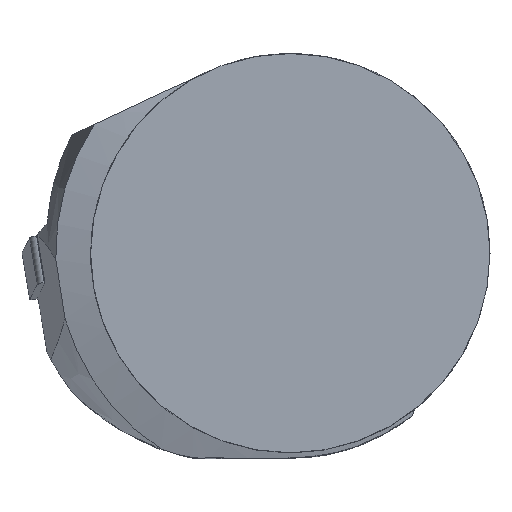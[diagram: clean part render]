
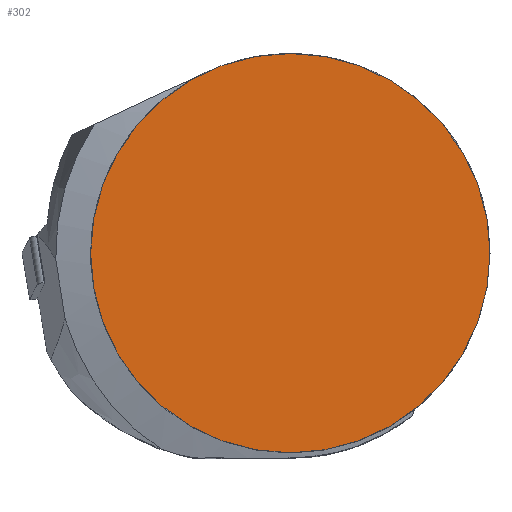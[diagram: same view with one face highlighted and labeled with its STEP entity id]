
A CAD part, top view. The second image highlights one B-rep face of the part: STEP entity #302.
In plain terms, the highlighted planar face has unit normal (0, 0, 1).
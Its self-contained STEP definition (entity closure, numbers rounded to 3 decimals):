
#162=PLANE('',#1686);
#227=FACE_OUTER_BOUND('',#440,.T.);
#302=ADVANCED_FACE('',(#227),#162,.T.);
#440=EDGE_LOOP('',(#1063));
#461=CIRCLE('',#1593,20.);
#1063=ORIENTED_EDGE('',*,*,#1271,.T.);
#1130=VERTEX_POINT('',#2154);
#1271=EDGE_CURVE('',#1130,#1130,#461,.T.);
#1593=AXIS2_PLACEMENT_3D('',#2153,#1738,#1739);
#1686=AXIS2_PLACEMENT_3D('',#3036,#2003,#2004);
#1738=DIRECTION('',(0.,0.,1.));
#1739=DIRECTION('',(1.,0.,0.));
#2003=DIRECTION('',(0.,0.,1.));
#2004=DIRECTION('',(1.,0.,0.));
#2153=CARTESIAN_POINT('',(0.,0.,0.));
#2154=CARTESIAN_POINT('',(20.,0.,0.));
#3036=CARTESIAN_POINT('',(0.,0.,0.));
